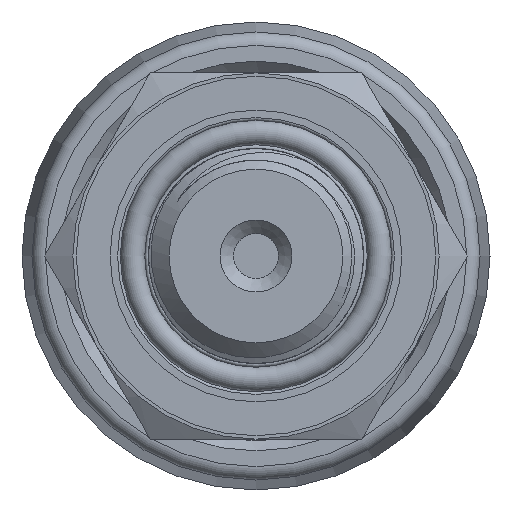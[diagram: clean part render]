
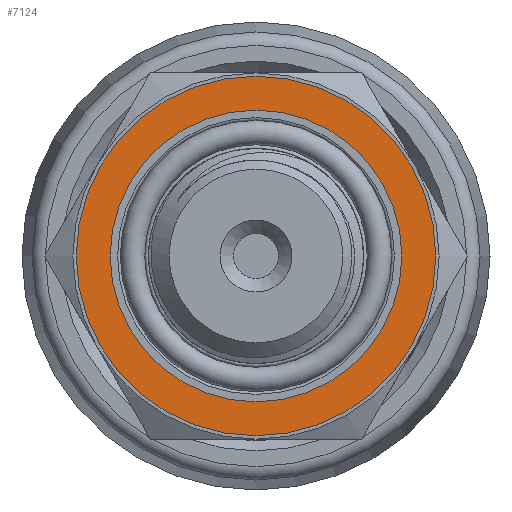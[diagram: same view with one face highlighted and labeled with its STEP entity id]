
A CAD part, left-side view. The second image highlights one B-rep face of the part: STEP entity #7124.
In plain terms, the highlighted planar face has unit normal (-1, 0, 0).
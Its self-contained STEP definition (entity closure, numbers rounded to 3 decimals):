
#145=PLANE('',#7462);
#427=FACE_BOUND('',#1226,.T.);
#803=FACE_OUTER_BOUND('',#1225,.T.);
#1225=EDGE_LOOP('',(#6483));
#1226=EDGE_LOOP('',(#6484));
#1365=CIRCLE('',#7408,13.25);
#1397=CIRCLE('',#7461,10.75);
#3339=VERTEX_POINT('',#23274);
#3367=VERTEX_POINT('',#25230);
#4370=EDGE_CURVE('',#3339,#3339,#1365,.T.);
#4419=EDGE_CURVE('',#3367,#3367,#1397,.T.);
#6483=ORIENTED_EDGE('',*,*,#4370,.T.);
#6484=ORIENTED_EDGE('',*,*,#4419,.T.);
#7124=ADVANCED_FACE('',(#803,#427),#145,.T.);
#7408=AXIS2_PLACEMENT_3D('',#23276,#8302,#8303);
#7461=AXIS2_PLACEMENT_3D('',#25231,#8417,#8418);
#7462=AXIS2_PLACEMENT_3D('',#25233,#8420,#8421);
#8302=DIRECTION('center_axis',(-1.,0.,0.));
#8303=DIRECTION('ref_axis',(0.,1.,0.));
#8417=DIRECTION('center_axis',(1.,0.,0.));
#8418=DIRECTION('ref_axis',(0.,0.,-1.));
#8420=DIRECTION('center_axis',(-1.,0.,0.));
#8421=DIRECTION('ref_axis',(0.,0.,1.));
#23274=CARTESIAN_POINT('',(-48.,-13.25,0.));
#23276=CARTESIAN_POINT('Origin',(-48.,0.,0.));
#25230=CARTESIAN_POINT('',(-48.,-10.75,0.));
#25231=CARTESIAN_POINT('Origin',(-48.,0.,0.));
#25233=CARTESIAN_POINT('Origin',(-48.,13.5,0.));
